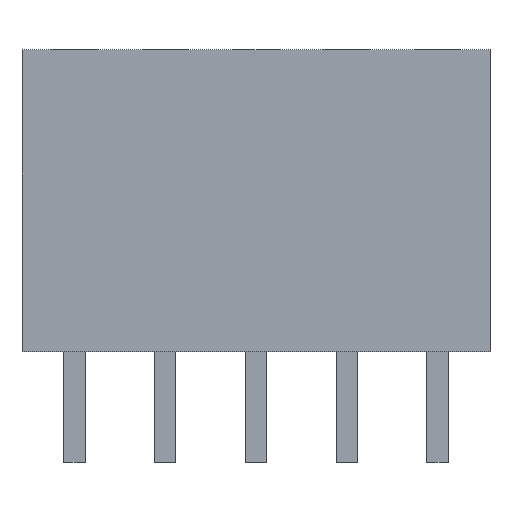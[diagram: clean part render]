
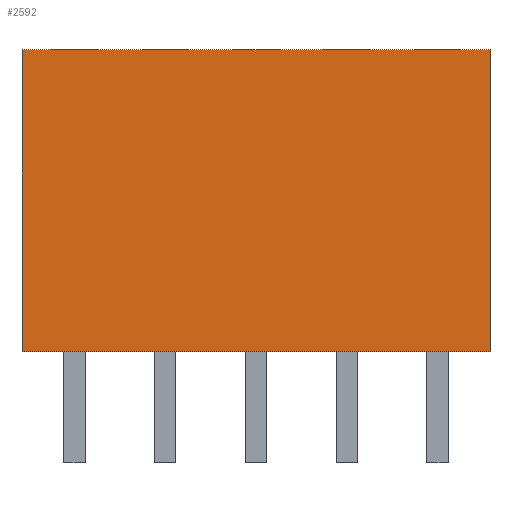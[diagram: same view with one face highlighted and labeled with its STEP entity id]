
A CAD part, top view. The second image highlights one B-rep face of the part: STEP entity #2592.
In plain terms, the highlighted planar face has unit normal (0, 0, 1).
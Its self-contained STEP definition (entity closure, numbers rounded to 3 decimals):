
#43 = DIRECTION ( 'NONE',  ( 0., 0., 1. ) ) ;
#70 = PLANE ( 'NONE',  #1027 ) ;
#111 = CARTESIAN_POINT ( 'NONE',  ( -11.63, 11.85, 1.212 ) ) ;
#309 = EDGE_CURVE ( 'NONE', #1864, #1150, #2116, .T. ) ;
#441 = DIRECTION ( 'NONE',  ( 0., -1., 0. ) ) ;
#577 = CARTESIAN_POINT ( 'NONE',  ( 1.47, 3.1, 1.212 ) ) ;
#654 = LINE ( 'NONE', #1352, #754 ) ;
#720 = FACE_OUTER_BOUND ( 'NONE', #2732, .T. ) ;
#754 = VECTOR ( 'NONE', #1337, 1000. ) ;
#799 = DIRECTION ( 'NONE',  ( 0., -1., 0. ) ) ;
#840 = VECTOR ( 'NONE', #2496, 1000. ) ;
#958 = CARTESIAN_POINT ( 'NONE',  ( -11.63, 11.55, 1.212 ) ) ;
#1027 = AXIS2_PLACEMENT_3D ( 'NONE', #1587, #43, #441 ) ;
#1150 = VERTEX_POINT ( 'NONE', #577 ) ;
#1319 = VECTOR ( 'NONE', #1907, 1000. ) ;
#1337 = DIRECTION ( 'NONE',  ( -1., 0., 0. ) ) ;
#1352 = CARTESIAN_POINT ( 'NONE',  ( -100.53, 11.55, 1.212 ) ) ;
#1443 = VECTOR ( 'NONE', #799, 1000. ) ;
#1587 = CARTESIAN_POINT ( 'NONE',  ( -11.63, 11.85, 1.212 ) ) ;
#1606 = CARTESIAN_POINT ( 'NONE',  ( 1.47, 11.55, 1.212 ) ) ;
#1809 = VERTEX_POINT ( 'NONE', #958 ) ;
#1864 = VERTEX_POINT ( 'NONE', #2318 ) ;
#1907 = DIRECTION ( 'NONE',  ( 1., 0., 0. ) ) ;
#1997 = EDGE_CURVE ( 'NONE', #2441, #1150, #2556, .T. ) ;
#2059 = ORIENTED_EDGE ( 'NONE', *, *, #309, .T. ) ;
#2097 = EDGE_CURVE ( 'NONE', #1809, #1864, #2289, .T. ) ;
#2116 = LINE ( 'NONE', #2536, #1319 ) ;
#2252 = ORIENTED_EDGE ( 'NONE', *, *, #1997, .F. ) ;
#2289 = LINE ( 'NONE', #111, #840 ) ;
#2318 = CARTESIAN_POINT ( 'NONE',  ( -11.63, 3.1, 1.212 ) ) ;
#2339 = ORIENTED_EDGE ( 'NONE', *, *, #2590, .T. ) ;
#2441 = VERTEX_POINT ( 'NONE', #1606 ) ;
#2496 = DIRECTION ( 'NONE',  ( 0., -1., 0. ) ) ;
#2536 = CARTESIAN_POINT ( 'NONE',  ( 1.47, 3.1, 1.212 ) ) ;
#2556 = LINE ( 'NONE', #2569, #1443 ) ;
#2569 = CARTESIAN_POINT ( 'NONE',  ( 1.47, 11.85, 1.212 ) ) ;
#2590 = EDGE_CURVE ( 'NONE', #2441, #1809, #654, .T. ) ;
#2592 = ADVANCED_FACE ( 'NONE', ( #720 ), #70, .T. ) ;
#2702 = ORIENTED_EDGE ( 'NONE', *, *, #2097, .T. ) ;
#2732 = EDGE_LOOP ( 'NONE', ( #2339, #2702, #2059, #2252 ) ) ;
